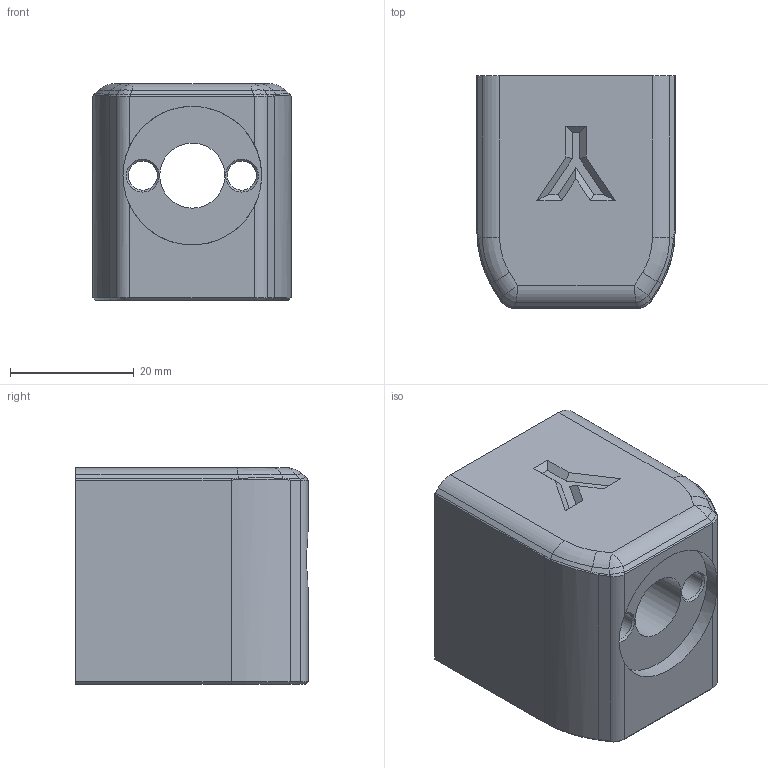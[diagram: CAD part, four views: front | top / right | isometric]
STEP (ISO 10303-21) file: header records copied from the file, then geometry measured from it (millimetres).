
FILE_DESCRIPTION(/* description */ (''),/* implementation_level */ '2;1');
FILE_NAME(/* name */ 'Y Axis Anti Backlash Nut x1.step',/* time_stamp */ '2024-06-15T09:48:24-04:00',/* author */ (''),/* organization */ (''),/* preprocessor_version */ 'ST-DEVELOPER v20',/* originating_system */ 'Autodesk Translation Framework v13.14.0.145',/* authorisation */ '');
FILE_SCHEMA (('AUTOMOTIVE_DESIGN { 1 0 10303 214 3 1 1 }'));
Length unit declared in the file: millimetre
Products named in the file (1): FusionComponent
Bounding box: 32 x 37.5 x 35 mm (x, y, z)
Volume: 34120.2 mm3; surface area: 9527 mm2
Topology: 1 solids, 1 shells, 94 faces, 224 edges, 136 vertices
Faces by surface type: plane 44, cylinder 28, bspline 12, cone 10
Full cylindrical faces by diameter (mm): 4.7 x2, 6.45 x2, 10.518 x1, 22.4 x1
Entity records: 2984 total; most frequent: CARTESIAN_POINT 766, DIRECTION 460, ORIENTED_EDGE 444, EDGE_CURVE 222, AXIS2_PLACEMENT_3D 170, VERTEX_POINT 136, LINE 120, VECTOR 120
